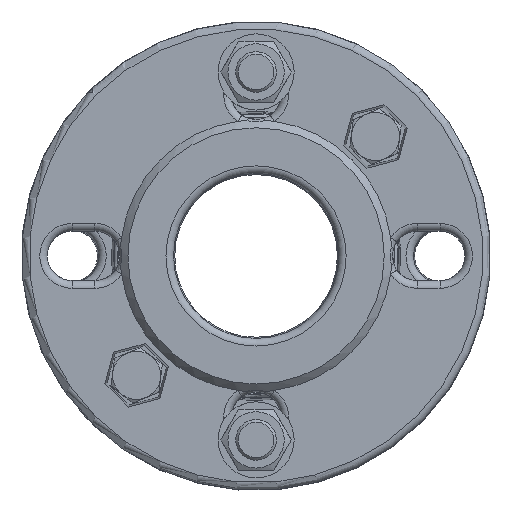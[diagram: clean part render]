
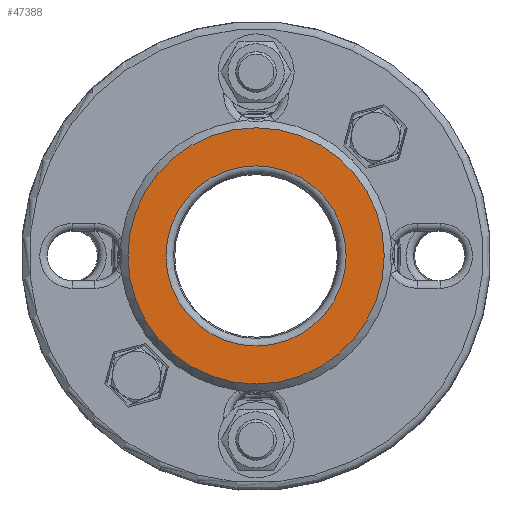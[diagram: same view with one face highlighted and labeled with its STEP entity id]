
A CAD part, left-side view. The second image highlights one B-rep face of the part: STEP entity #47388.
In plain terms, the highlighted planar face has unit normal (-1, 0, 0).
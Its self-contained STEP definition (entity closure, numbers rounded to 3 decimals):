
#3880=FACE_BOUND('',#8999,.T.);
#4169=CIRCLE('',#49040,50.5);
#4258=CIRCLE('',#49711,35.5);
#6251=FACE_OUTER_BOUND('',#8998,.T.);
#8998=EDGE_LOOP('',(#40060));
#8999=EDGE_LOOP('',(#40061));
#21350=VERTEX_POINT('',#67923);
#23101=VERTEX_POINT('',#80325);
#26358=EDGE_CURVE('',#21350,#21350,#4169,.T.);
#29010=EDGE_CURVE('',#23101,#23101,#4258,.T.);
#40060=ORIENTED_EDGE('',*,*,#26358,.F.);
#40061=ORIENTED_EDGE('',*,*,#29010,.T.);
#45334=PLANE('',#49712);
#47388=ADVANCED_FACE('',(#6251,#3880),#45334,.T.);
#49040=AXIS2_PLACEMENT_3D('',#67924,#52584,#52585);
#49711=AXIS2_PLACEMENT_3D('',#80326,#55660,#55661);
#49712=AXIS2_PLACEMENT_3D('',#80327,#55662,#55663);
#52584=DIRECTION('center_axis',(1.,0.,0.));
#52585=DIRECTION('ref_axis',(0.,0.,-1.));
#55660=DIRECTION('center_axis',(1.,0.,0.));
#55661=DIRECTION('ref_axis',(0.,0.,-1.));
#55662=DIRECTION('center_axis',(-1.,0.,0.));
#55663=DIRECTION('ref_axis',(0.,0.,1.));
#67923=CARTESIAN_POINT('',(0.,50.5,0.));
#67924=CARTESIAN_POINT('Origin',(0.,0.,0.));
#80325=CARTESIAN_POINT('',(0.,35.5,0.));
#80326=CARTESIAN_POINT('Origin',(0.,0.,0.));
#80327=CARTESIAN_POINT('Origin',(0.,50.5,0.));
